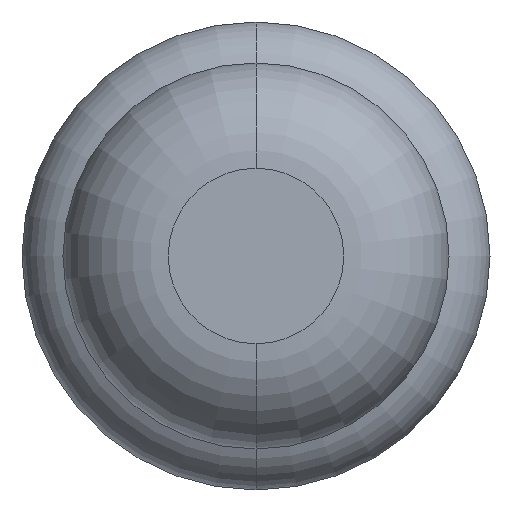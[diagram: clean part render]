
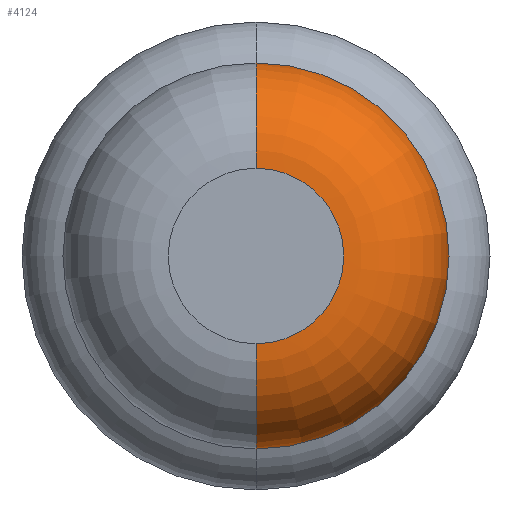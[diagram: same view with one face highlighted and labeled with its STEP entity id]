
A CAD part, front view. The second image highlights one B-rep face of the part: STEP entity #4124.
In plain terms, the highlighted toroidal (fillet/blend) face has major radius 0.375 mm and minor radius 0.45 mm.
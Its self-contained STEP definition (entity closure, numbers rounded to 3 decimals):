
#8 = VERTEX_POINT ( 'NONE', #4007 ) ;
#21 = CIRCLE ( 'NONE', #3980, 0.45 ) ;
#54 = FACE_OUTER_BOUND ( 'NONE', #204, .T. ) ;
#204 = EDGE_LOOP ( 'NONE', ( #3691, #2169, #2306, #3559 ) ) ;
#285 = AXIS2_PLACEMENT_3D ( 'NONE', #2274, #3932, #2563 ) ;
#601 = EDGE_CURVE ( 'NONE', #1630, #3636, #1527, .T. ) ;
#726 = CIRCLE ( 'NONE', #3388, 0.825 ) ;
#1263 = EDGE_CURVE ( 'NONE', #1420, #8, #21, .T. ) ;
#1301 = DIRECTION ( 'NONE',  ( 0., 0., 1. ) ) ;
#1420 = VERTEX_POINT ( 'NONE', #2593 ) ;
#1527 = CIRCLE ( 'NONE', #3479, 0.45 ) ;
#1608 = DIRECTION ( 'NONE',  ( 0., 1., 0. ) ) ;
#1617 = DIRECTION ( 'NONE',  ( 1., 0., 0. ) ) ;
#1624 = CARTESIAN_POINT ( 'NONE',  ( 0., -26.95, 0. ) ) ;
#1630 = VERTEX_POINT ( 'NONE', #2096 ) ;
#1942 = CARTESIAN_POINT ( 'NONE',  ( 0., -26.95, -0.375 ) ) ;
#2096 = CARTESIAN_POINT ( 'NONE',  ( 0., -27.4, 0.375 ) ) ;
#2169 = ORIENTED_EDGE ( 'NONE', *, *, #1263, .T. ) ;
#2274 = CARTESIAN_POINT ( 'NONE',  ( 0., -27.4, 0. ) ) ;
#2306 = ORIENTED_EDGE ( 'NONE', *, *, #2381, .F. ) ;
#2315 = AXIS2_PLACEMENT_3D ( 'NONE', #1624, #1608, #1301 ) ;
#2350 = CIRCLE ( 'NONE', #285, 0.375 ) ;
#2381 = EDGE_CURVE ( 'Defeature ausgef�hrt1_45+Defeature ausgef�hrt1_44+Defeature ausgef�hrt1_44+Defeature ausgef�hrt1_44', #3636, #8, #726, .T. ) ;
#2471 = DIRECTION ( 'NONE',  ( 0., 0., 1. ) ) ;
#2516 = CARTESIAN_POINT ( 'NONE',  ( 0., -26.95, 0. ) ) ;
#2563 = DIRECTION ( 'NONE',  ( 0., 0., 1. ) ) ;
#2593 = CARTESIAN_POINT ( 'NONE',  ( 0., -27.4, -0.375 ) ) ;
#2768 = DIRECTION ( 'NONE',  ( -1., 0., 0. ) ) ;
#2864 = DIRECTION ( 'NONE',  ( 0., 0., 1. ) ) ;
#3147 = CARTESIAN_POINT ( 'NONE',  ( 0., -26.95, 0.375 ) ) ;
#3193 = DIRECTION ( 'NONE',  ( 0., 1., 0. ) ) ;
#3220 = TOROIDAL_SURFACE ( 'NONE', #2315, 0.375, 0.45 ) ;
#3388 = AXIS2_PLACEMENT_3D ( 'NONE', #2516, #3193, #2864 ) ;
#3479 = AXIS2_PLACEMENT_3D ( 'NONE', #3147, #2768, #2471 ) ;
#3559 = ORIENTED_EDGE ( 'NONE', *, *, #601, .F. ) ;
#3636 = VERTEX_POINT ( 'NONE', #4253 ) ;
#3691 = ORIENTED_EDGE ( 'NONE', *, *, #4072, .T. ) ;
#3932 = DIRECTION ( 'NONE',  ( 0., 1., 0. ) ) ;
#3980 = AXIS2_PLACEMENT_3D ( 'NONE', #1942, #1617, #4284 ) ;
#4007 = CARTESIAN_POINT ( 'NONE',  ( 0., -26.95, -0.825 ) ) ;
#4072 = EDGE_CURVE ( 'Defeature ausgef�hrt1_44+Defeature ausgef�hrt1_43+Defeature ausgef�hrt1_43+Defeature ausgef�hrt1_43', #1630, #1420, #2350, .T. ) ;
#4124 = ADVANCED_FACE ( 'Defeature ausgef�hrt1_44', ( #54 ), #3220, .T. ) ;
#4253 = CARTESIAN_POINT ( 'NONE',  ( 0., -26.95, 0.825 ) ) ;
#4284 = DIRECTION ( 'NONE',  ( 0., 0., -1. ) ) ;
